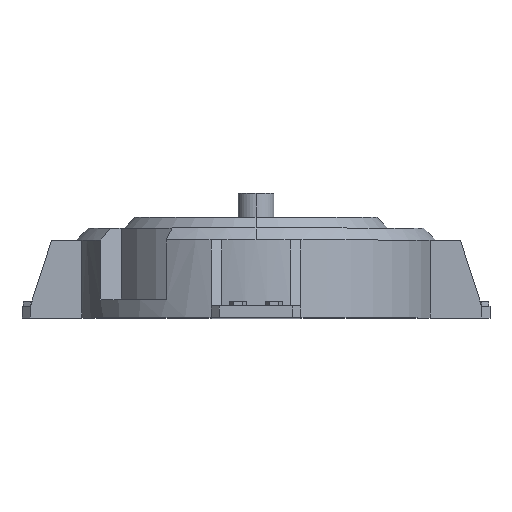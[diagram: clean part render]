
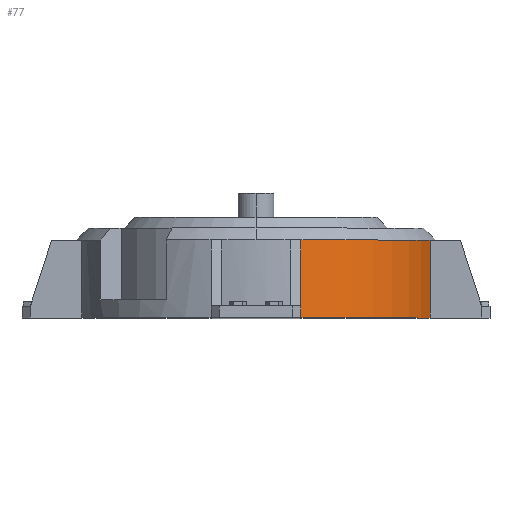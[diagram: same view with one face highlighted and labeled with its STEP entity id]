
A CAD part, top view. The second image highlights one B-rep face of the part: STEP entity #77.
In plain terms, the highlighted cylindrical face has radius 150 mm (diameter 300 mm), a partial arc.
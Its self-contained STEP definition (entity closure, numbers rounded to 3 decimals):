
#45 = DIRECTION ( 'NONE',  ( 0., 1., 0. ) ) ;
#61 = VERTEX_POINT ( 'NONE', #1681 ) ;
#77 = ADVANCED_FACE ( 'NONE', ( #2619 ), #3744, .T. ) ;
#165 = CARTESIAN_POINT ( 'NONE',  ( 37.5, 65., 145.237 ) ) ;
#562 = ORIENTED_EDGE ( 'NONE', *, *, #1789, .T. ) ;
#571 = CARTESIAN_POINT ( 'NONE',  ( 145.237, 65., 37.5 ) ) ;
#602 = DIRECTION ( 'NONE',  ( 0., -1., 0. ) ) ;
#748 = CIRCLE ( 'NONE', #1433, 150. ) ;
#793 = ORIENTED_EDGE ( 'NONE', *, *, #1474, .F. ) ;
#797 = AXIS2_PLACEMENT_3D ( 'NONE', #1076, #3420, #1663 ) ;
#832 = CIRCLE ( 'NONE', #2139, 150. ) ;
#883 = LINE ( 'NONE', #2383, #1903 ) ;
#890 = CARTESIAN_POINT ( 'NONE',  ( 145.237, 10., 37.5 ) ) ;
#954 = CARTESIAN_POINT ( 'NONE',  ( 0., 0., 0. ) ) ;
#986 = CARTESIAN_POINT ( 'NONE',  ( 0., 65., 0. ) ) ;
#1076 = CARTESIAN_POINT ( 'NONE',  ( 0., 75., 0. ) ) ;
#1279 = ORIENTED_EDGE ( 'NONE', *, *, #3726, .T. ) ;
#1433 = AXIS2_PLACEMENT_3D ( 'NONE', #954, #45, #2120 ) ;
#1474 = EDGE_CURVE ( 'NONE', #2841, #61, #3324, .T. ) ;
#1589 = DIRECTION ( 'NONE',  ( 0., 0., 1. ) ) ;
#1663 = DIRECTION ( 'NONE',  ( 0., 0., -1. ) ) ;
#1681 = CARTESIAN_POINT ( 'NONE',  ( 145.237, 0., 37.5 ) ) ;
#1789 = EDGE_CURVE ( 'NONE', #3251, #61, #748, .T. ) ;
#1903 = VECTOR ( 'NONE', #2066, 1000. ) ;
#1977 = CARTESIAN_POINT ( 'NONE',  ( 37.5, 0., 145.237 ) ) ;
#2066 = DIRECTION ( 'NONE',  ( 0., -1., 0. ) ) ;
#2120 = DIRECTION ( 'NONE',  ( 0., 0., 1. ) ) ;
#2139 = AXIS2_PLACEMENT_3D ( 'NONE', #986, #3322, #1589 ) ;
#2182 = EDGE_CURVE ( 'NONE', #2841, #2647, #832, .T. ) ;
#2333 = EDGE_LOOP ( 'NONE', ( #793, #2431, #1279, #562 ) ) ;
#2383 = CARTESIAN_POINT ( 'NONE',  ( 37.5, 10., 145.237 ) ) ;
#2431 = ORIENTED_EDGE ( 'NONE', *, *, #2182, .T. ) ;
#2619 = FACE_OUTER_BOUND ( 'NONE', #2333, .T. ) ;
#2647 = VERTEX_POINT ( 'NONE', #165 ) ;
#2841 = VERTEX_POINT ( 'NONE', #571 ) ;
#3232 = VECTOR ( 'NONE', #602, 1000. ) ;
#3251 = VERTEX_POINT ( 'NONE', #1977 ) ;
#3322 = DIRECTION ( 'NONE',  ( 0., -1., 0. ) ) ;
#3324 = LINE ( 'NONE', #890, #3232 ) ;
#3420 = DIRECTION ( 'NONE',  ( 0., -1., 0. ) ) ;
#3726 = EDGE_CURVE ( 'NONE', #2647, #3251, #883, .T. ) ;
#3744 = CYLINDRICAL_SURFACE ( 'NONE', #797, 150. ) ;
